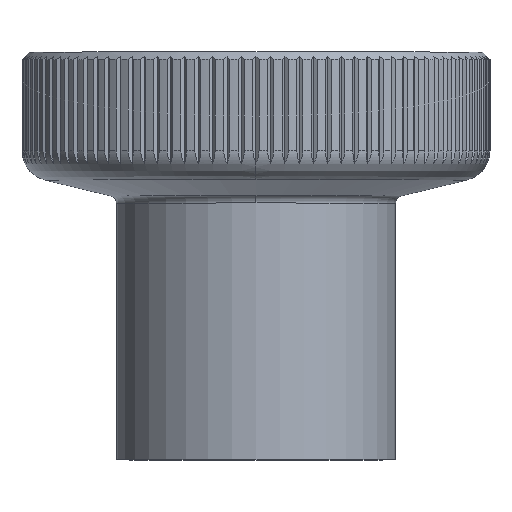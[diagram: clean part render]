
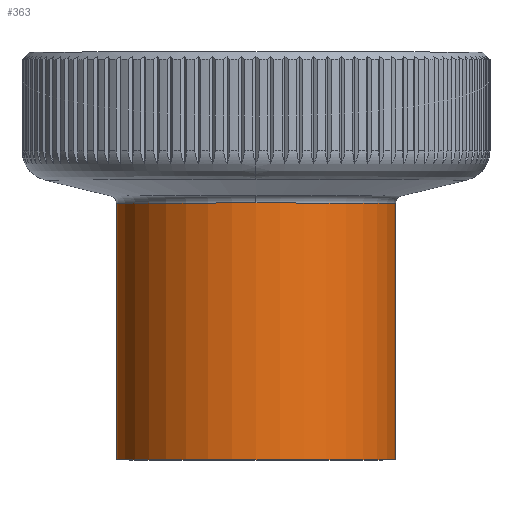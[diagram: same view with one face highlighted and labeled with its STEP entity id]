
A CAD part, top view. The second image highlights one B-rep face of the part: STEP entity #363.
In plain terms, the highlighted cylindrical face has radius 9.25 mm (diameter 18.5 mm), a partial arc.
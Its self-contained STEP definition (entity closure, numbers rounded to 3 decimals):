
#363=ADVANCED_FACE('',(#1006),#1007,.T.);
#1006=FACE_OUTER_BOUND('',#1657,.T.);
#1007=CYLINDRICAL_SURFACE('',#1658,9.25);
#1657=EDGE_LOOP('',(#4493,#4494,#4495,#4496,#4497));
#1658=AXIS2_PLACEMENT_3D('',#4498,#4499,#4500);
#4493=ORIENTED_EDGE('',*,*,#4556,.T.);
#4494=ORIENTED_EDGE('',*,*,#5490,.F.);
#4495=ORIENTED_EDGE('',*,*,#4553,.F.);
#4496=ORIENTED_EDGE('',*,*,#4558,.T.);
#4497=ORIENTED_EDGE('',*,*,#5491,.T.);
#4498=CARTESIAN_POINT('',(0.0,8.5,0.0));
#4499=DIRECTION('',(0.0,-1.0,-0.0));
#4500=DIRECTION('',(1.0,0.0,0.0));
#4553=EDGE_CURVE('',#5509,#5511,#5512,.T.);
#4556=EDGE_CURVE('',#5516,#5517,#5518,.T.);
#4558=EDGE_CURVE('',#5509,#5519,#5521,.T.);
#5490=EDGE_CURVE('',#5511,#5517,#7069,.T.);
#5491=EDGE_CURVE('',#5519,#5516,#7070,.T.);
#5509=VERTEX_POINT('',#7092);
#5511=VERTEX_POINT('',#7094);
#5512=CIRCLE('',#7095,9.25);
#5516=VERTEX_POINT('',#7099);
#5517=VERTEX_POINT('',#7100);
#5518=LINE('',#7101,#7102);
#5519=VERTEX_POINT('',#7103);
#5521=LINE('',#7105,#7106);
#7069=CIRCLE('',#12166,9.25);
#7070=CIRCLE('',#12167,9.25);
#7092=CARTESIAN_POINT('',(-9.25,17.0,0.));
#7094=CARTESIAN_POINT('',(0.,17.0,9.25));
#7095=AXIS2_PLACEMENT_3D('',#12193,#12194,#12195);
#7099=CARTESIAN_POINT('',(9.25,0.0,0.0));
#7100=CARTESIAN_POINT('',(9.25,17.0,0.0));
#7101=CARTESIAN_POINT('',(9.25,8.5,0.));
#7102=VECTOR('',#12202,1.0);
#7103=CARTESIAN_POINT('',(-9.25,0.0,0.));
#7105=CARTESIAN_POINT('',(-9.25,8.5,0.));
#7106=VECTOR('',#12206,1.0);
#12166=AXIS2_PLACEMENT_3D('',#13176,#13177,#13178);
#12167=AXIS2_PLACEMENT_3D('',#13179,#13180,#13181);
#12193=CARTESIAN_POINT('',(0.0,17.0,0.0));
#12194=DIRECTION('',(-0.0,1.0,0.0));
#12195=DIRECTION('',(1.0,0.0,0.0));
#12202=DIRECTION('',(0.0,1.0,0.0));
#12206=DIRECTION('',(-0.0,-1.0,-0.0));
#13176=CARTESIAN_POINT('',(0.0,17.0,0.0));
#13177=DIRECTION('',(-0.0,1.0,0.0));
#13178=DIRECTION('',(1.0,0.0,0.0));
#13179=CARTESIAN_POINT('',(0.0,0.0,0.0));
#13180=DIRECTION('',(-0.0,1.0,0.0));
#13181=DIRECTION('',(1.0,0.0,0.0));
